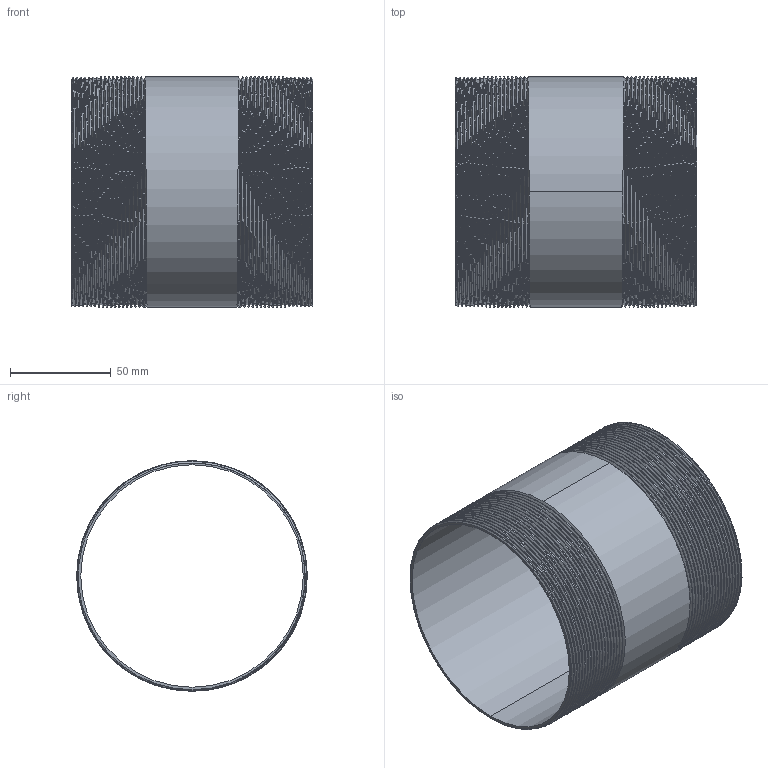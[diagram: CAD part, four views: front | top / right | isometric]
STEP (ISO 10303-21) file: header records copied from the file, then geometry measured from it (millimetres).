
FILE_DESCRIPTION (( 'STEP AP203' ), '1' );
FILE_NAME ('3D_R210_4x120_17145260.STEP', '2024-08-16T10:28:40', ( '' ), ( '' ), 'SwSTEP 2.0', 'SolidWorks 2024', '' );
FILE_SCHEMA (( 'CONFIG_CONTROL_DESIGN' ));
Length unit declared in the file: millimetre
Products named in the file (1): 3D_R210_4x120_17145260
Bounding box: 120 x 114.29 x 114.3 mm (x, y, z)
Volume: 68185.8 mm3; surface area: 100281.5 mm2
Topology: 1 solids, 1 shells, 92 faces, 264 edges, 174 vertices
Faces by surface type: cone 78, bspline 6, cylinder 4, plane 4
Entity records: 19785 total; most frequent: CARTESIAN_POINT 17647, ORIENTED_EDGE 528, DIRECTION 284, EDGE_CURVE 264, VERTEX_POINT 174, B_SPLINE_CURVE_WITH_KNOTS 158, AXIS2_PLACEMENT_3D 99, EDGE_LOOP 94
